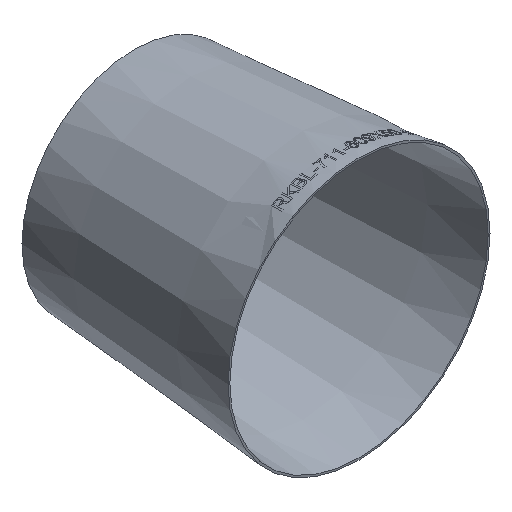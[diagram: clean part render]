
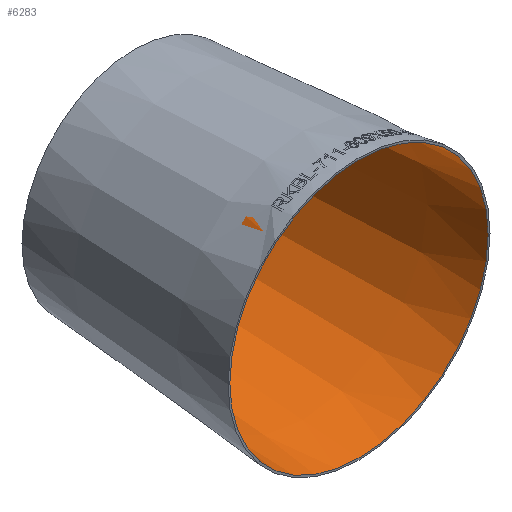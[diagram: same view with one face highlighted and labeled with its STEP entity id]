
A CAD part, isometric view. The second image highlights one B-rep face of the part: STEP entity #6283.
In plain terms, the highlighted conical face has half-angle 4.761 degrees and reference radius 350.583 mm.
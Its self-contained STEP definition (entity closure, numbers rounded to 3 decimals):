
#2307 = CONICAL_SURFACE ( 'NONE', #34335, 350.583, 0.083 ) ;
#2412 = CARTESIAN_POINT ( 'NONE',  ( 0., 610., -299.783 ) ) ;
#2791 = CARTESIAN_POINT ( 'NONE',  ( 0., 0., 0. ) ) ;
#4863 = EDGE_CURVE ( 'NONE', #37819, #37819, #14353, .T. ) ;
#5356 = DIRECTION ( 'NONE',  ( 0., -1., 0. ) ) ;
#5396 = DIRECTION ( 'NONE',  ( 0., -1., 0. ) ) ;
#6283 = ADVANCED_FACE ( 'NONE', ( #12813, #34737 ), #2307, .F. ) ;
#6371 = CARTESIAN_POINT ( 'NONE',  ( 0., 0., -350.583 ) ) ;
#8451 = CARTESIAN_POINT ( 'NONE',  ( 0., 610., 0. ) ) ;
#12813 = FACE_BOUND ( 'NONE', #15249, .T. ) ;
#14353 = CIRCLE ( 'NONE', #24016, 299.783 ) ;
#14986 = DIRECTION ( 'NONE',  ( 0., 0., -1. ) ) ;
#15249 = EDGE_LOOP ( 'NONE', ( #20123 ) ) ;
#16990 = AXIS2_PLACEMENT_3D ( 'NONE', #29678, #29449, #14986 ) ;
#17024 = DIRECTION ( 'NONE',  ( 0., 0., -1. ) ) ;
#20123 = ORIENTED_EDGE ( 'NONE', *, *, #4863, .F. ) ;
#22491 = ORIENTED_EDGE ( 'NONE', *, *, #25691, .T. ) ;
#24016 = AXIS2_PLACEMENT_3D ( 'NONE', #8451, #5396, #26166 ) ;
#25193 = CIRCLE ( 'NONE', #16990, 350.583 ) ;
#25691 = EDGE_CURVE ( 'NONE', #38295, #38295, #25193, .T. ) ;
#26166 = DIRECTION ( 'NONE',  ( 0., 0., -1. ) ) ;
#29449 = DIRECTION ( 'NONE',  ( 0., -1., 0. ) ) ;
#29678 = CARTESIAN_POINT ( 'NONE',  ( 0., 0., 0. ) ) ;
#31162 = EDGE_LOOP ( 'NONE', ( #22491 ) ) ;
#34335 = AXIS2_PLACEMENT_3D ( 'NONE', #2791, #5356, #17024 ) ;
#34737 = FACE_OUTER_BOUND ( 'NONE', #31162, .T. ) ;
#37819 = VERTEX_POINT ( 'NONE', #2412 ) ;
#38295 = VERTEX_POINT ( 'NONE', #6371 ) ;
